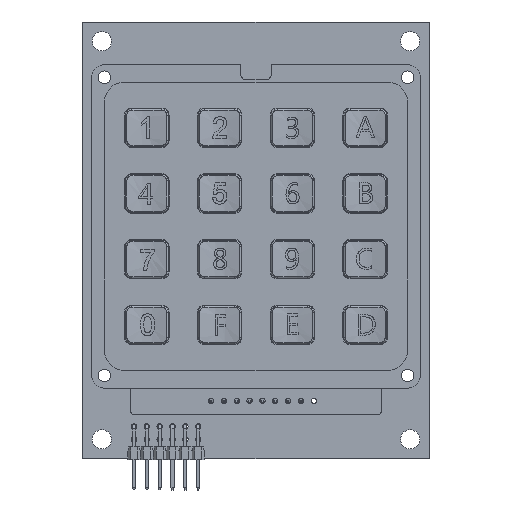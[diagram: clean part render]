
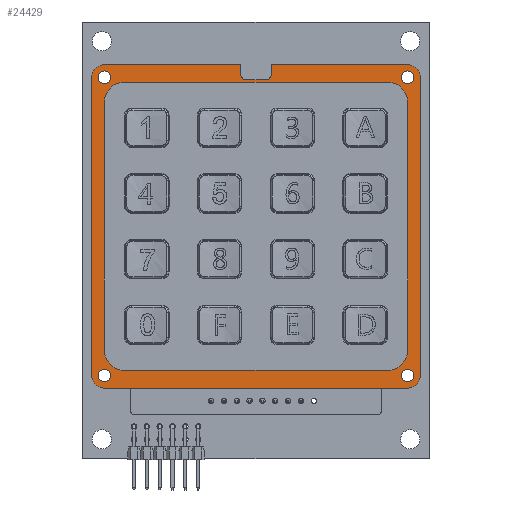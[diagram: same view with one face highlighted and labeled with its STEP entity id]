
A CAD part, top view. The second image highlights one B-rep face of the part: STEP entity #24429.
In plain terms, the highlighted planar face has unit normal (0, 0, 1).
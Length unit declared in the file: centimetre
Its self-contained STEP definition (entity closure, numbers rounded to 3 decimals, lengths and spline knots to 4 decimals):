
#2370=VECTOR('',#26992,1.);
#2377=VECTOR('',#27006,1.);
#2381=VECTOR('',#27015,1.);
#2387=VECTOR('',#27032,1.);
#2391=VECTOR('',#27043,1.);
#2395=VECTOR('',#27054,1.);
#2399=VECTOR('',#27065,1.);
#3271=VECTOR('',#29567,1.);
#3272=VECTOR('',#29570,1.);
#3273=VECTOR('',#29573,1.);
#3274=VECTOR('',#29574,1.);
#4581=LINE('',#31763,#2370);
#4588=LINE('',#31782,#2377);
#4592=LINE('',#31792,#2381);
#4598=LINE('',#31811,#2387);
#4602=LINE('',#31823,#2391);
#4606=LINE('',#31835,#2395);
#4610=LINE('',#31847,#2399);
#5482=LINE('',#44508,#3271);
#5483=LINE('',#44513,#3272);
#5484=LINE('',#44517,#3273);
#5485=LINE('',#44519,#3274);
#7020=PLANE('',#26129);
#7576=VERTEX_POINT('',#31748);
#7577=VERTEX_POINT('',#31751);
#7579=VERTEX_POINT('',#31756);
#7580=VERTEX_POINT('',#31759);
#7582=VERTEX_POINT('',#31764);
#7583=VERTEX_POINT('',#31765);
#7586=VERTEX_POINT('',#31773);
#7589=VERTEX_POINT('',#31781);
#7592=VERTEX_POINT('',#31789);
#7593=VERTEX_POINT('',#31793);
#7594=VERTEX_POINT('',#31797);
#7595=VERTEX_POINT('',#31801);
#7599=VERTEX_POINT('',#31810);
#7600=VERTEX_POINT('',#31812);
#7602=VERTEX_POINT('',#31818);
#7604=VERTEX_POINT('',#31824);
#7606=VERTEX_POINT('',#31830);
#7608=VERTEX_POINT('',#31836);
#7610=VERTEX_POINT('',#31842);
#7612=VERTEX_POINT('',#31848);
#8800=VERTEX_POINT('',#44509);
#8801=VERTEX_POINT('',#44510);
#8802=VERTEX_POINT('',#44512);
#8803=VERTEX_POINT('',#44514);
#8804=VERTEX_POINT('',#44516);
#8805=VERTEX_POINT('',#44518);
#9734=CIRCLE('',#25140,0.125);
#9735=CIRCLE('',#25142,0.125);
#9737=CIRCLE('',#25145,0.125);
#9738=CIRCLE('',#25147,0.125);
#9740=CIRCLE('',#25151,0.25);
#9742=CIRCLE('',#25155,0.25);
#9743=CIRCLE('',#25158,0.25);
#9744=CIRCLE('',#25160,0.25);
#9747=CIRCLE('',#25165,0.4);
#9749=CIRCLE('',#25169,0.4);
#9751=CIRCLE('',#25173,0.4);
#9753=CIRCLE('',#25177,0.4);
#10232=CIRCLE('',#26130,0.1);
#10233=CIRCLE('',#26131,0.1);
#10414=EDGE_CURVE('',#7576,#7576,#9734,.T.);
#10415=EDGE_CURVE('',#7577,#7577,#9735,.T.);
#10417=EDGE_CURVE('',#7579,#7579,#9737,.T.);
#10418=EDGE_CURVE('',#7580,#7580,#9738,.T.);
#10420=EDGE_CURVE('',#7582,#7583,#4581,.T.);
#10424=EDGE_CURVE('',#7586,#7582,#9740,.T.);
#10429=EDGE_CURVE('',#7589,#7586,#4588,.T.);
#10433=EDGE_CURVE('',#7592,#7589,#9742,.T.);
#10435=EDGE_CURVE('',#7593,#7592,#4592,.T.);
#10437=EDGE_CURVE('',#7594,#7593,#9743,.T.);
#10439=EDGE_CURVE('',#7583,#7595,#9744,.T.);
#10444=EDGE_CURVE('',#7600,#7599,#4598,.T.);
#10447=EDGE_CURVE('',#7602,#7600,#9747,.T.);
#10450=EDGE_CURVE('',#7604,#7602,#4602,.T.);
#10453=EDGE_CURVE('',#7606,#7604,#9749,.T.);
#10456=EDGE_CURVE('',#7608,#7606,#4606,.T.);
#10459=EDGE_CURVE('',#7610,#7608,#9751,.T.);
#10462=EDGE_CURVE('',#7612,#7610,#4610,.T.);
#10465=EDGE_CURVE('',#7599,#7612,#9753,.T.);
#12310=EDGE_CURVE('',#8800,#8801,#5482,.T.);
#12311=EDGE_CURVE('',#8801,#8802,#10232,.T.);
#12312=EDGE_CURVE('',#8802,#8803,#5483,.T.);
#12313=EDGE_CURVE('',#8803,#8804,#10233,.T.);
#12314=EDGE_CURVE('',#8804,#8805,#5484,.T.);
#12315=EDGE_CURVE('',#7595,#8805,#5485,.T.);
#12316=EDGE_CURVE('',#8800,#7594,#5485,.T.);
#17707=ORIENTED_EDGE('',*,*,#12310,.T.);
#17708=ORIENTED_EDGE('',*,*,#12311,.T.);
#17709=ORIENTED_EDGE('',*,*,#12312,.T.);
#17710=ORIENTED_EDGE('',*,*,#12313,.T.);
#17711=ORIENTED_EDGE('',*,*,#12314,.T.);
#17712=ORIENTED_EDGE('',*,*,#12315,.F.);
#17713=ORIENTED_EDGE('',*,*,#10439,.F.);
#17714=ORIENTED_EDGE('',*,*,#10420,.F.);
#17715=ORIENTED_EDGE('',*,*,#10424,.F.);
#17716=ORIENTED_EDGE('',*,*,#10429,.F.);
#17717=ORIENTED_EDGE('',*,*,#10433,.F.);
#17718=ORIENTED_EDGE('',*,*,#10435,.F.);
#17719=ORIENTED_EDGE('',*,*,#10437,.F.);
#17720=ORIENTED_EDGE('',*,*,#12316,.F.);
#17721=ORIENTED_EDGE('',*,*,#10418,.F.);
#17722=ORIENTED_EDGE('',*,*,#10417,.F.);
#17723=ORIENTED_EDGE('',*,*,#10415,.F.);
#17724=ORIENTED_EDGE('',*,*,#10414,.F.);
#17725=ORIENTED_EDGE('',*,*,#10465,.T.);
#17726=ORIENTED_EDGE('',*,*,#10462,.T.);
#17727=ORIENTED_EDGE('',*,*,#10459,.T.);
#17728=ORIENTED_EDGE('',*,*,#10456,.T.);
#17729=ORIENTED_EDGE('',*,*,#10453,.T.);
#17730=ORIENTED_EDGE('',*,*,#10450,.T.);
#17731=ORIENTED_EDGE('',*,*,#10447,.T.);
#17732=ORIENTED_EDGE('',*,*,#10444,.T.);
#21459=EDGE_LOOP('',(#17707,#17708,#17709,#17710,#17711,#17712,#17713,#17714,
#17715,#17716,#17717,#17718,#17719,#17720));
#21460=EDGE_LOOP('',(#17721));
#21461=EDGE_LOOP('',(#17722));
#21462=EDGE_LOOP('',(#17723));
#21463=EDGE_LOOP('',(#17724));
#21464=EDGE_LOOP('',(#17725,#17726,#17727,#17728,#17729,#17730,#17731,#17732));
#23034=FACE_BOUND('',#21459,.T.);
#23035=FACE_BOUND('',#21460,.T.);
#23036=FACE_BOUND('',#21461,.T.);
#23037=FACE_BOUND('',#21462,.T.);
#23038=FACE_BOUND('',#21463,.T.);
#23039=FACE_BOUND('',#21464,.T.);
#24429=ADVANCED_FACE('',(#23034,#23035,#23036,#23037,#23038,#23039),#7020,
 .T.);
#25140=AXIS2_PLACEMENT_3D('',#31747,#26973,#26974);
#25142=AXIS2_PLACEMENT_3D('',#31750,#26977,#26978);
#25145=AXIS2_PLACEMENT_3D('',#31755,#26983,#26984);
#25147=AXIS2_PLACEMENT_3D('',#31758,#26987,#26988);
#25151=AXIS2_PLACEMENT_3D('',#31772,#26998,#26999);
#25155=AXIS2_PLACEMENT_3D('',#31788,#27011,#27012);
#25158=AXIS2_PLACEMENT_3D('',#31796,#27019,#27020);
#25160=AXIS2_PLACEMENT_3D('',#31800,#27024,#27025);
#25165=AXIS2_PLACEMENT_3D('',#31817,#27038,#27039);
#25169=AXIS2_PLACEMENT_3D('',#31829,#27049,#27050);
#25173=AXIS2_PLACEMENT_3D('',#31841,#27060,#27061);
#25177=AXIS2_PLACEMENT_3D('',#31852,#27071,#27072);
#26129=AXIS2_PLACEMENT_3D('',#44507,#29566,$);
#26130=AXIS2_PLACEMENT_3D('',#44511,#29568,#29569);
#26131=AXIS2_PLACEMENT_3D('',#44515,#29571,#29572);
#26973=DIRECTION('',(0.,0.,1.));
#26974=DIRECTION('',(0.125,0.,0.));
#26977=DIRECTION('',(0.,0.,1.));
#26978=DIRECTION('',(0.125,0.,0.));
#26983=DIRECTION('',(0.,0.,1.));
#26984=DIRECTION('',(0.125,0.,0.));
#26987=DIRECTION('',(0.,0.,1.));
#26988=DIRECTION('',(0.125,0.,0.));
#26992=DIRECTION('',(0.,1.,0.));
#26998=DIRECTION('',(0.,0.,-1.));
#26999=DIRECTION('',(0.25,0.,0.));
#27006=DIRECTION('',(-1.,0.,0.));
#27011=DIRECTION('',(0.,0.,-1.));
#27012=DIRECTION('',(0.25,0.,0.));
#27015=DIRECTION('',(0.,-1.,0.));
#27019=DIRECTION('',(0.,0.,-1.));
#27020=DIRECTION('',(0.25,0.,0.));
#27024=DIRECTION('',(0.,0.,-1.));
#27025=DIRECTION('',(0.25,0.,0.));
#27032=DIRECTION('',(0.,1.,0.));
#27038=DIRECTION('',(0.,0.,-1.));
#27039=DIRECTION('',(0.4,0.,0.));
#27043=DIRECTION('',(-1.,0.,0.));
#27049=DIRECTION('',(0.,0.,-1.));
#27050=DIRECTION('',(0.4,0.,0.));
#27054=DIRECTION('',(0.,-1.,0.));
#27060=DIRECTION('',(0.,0.,-1.));
#27061=DIRECTION('',(0.4,0.,0.));
#27065=DIRECTION('',(1.,0.,0.));
#27071=DIRECTION('',(0.,0.,-1.));
#27072=DIRECTION('',(0.4,0.,0.));
#29566=DIRECTION('',(0.,0.,1.));
#29567=DIRECTION('',(0.,-1.,0.));
#29568=DIRECTION('',(0.,0.,-1.));
#29569=DIRECTION('',(0.1,0.,0.));
#29570=DIRECTION('',(-1.,0.,0.));
#29571=DIRECTION('',(0.,0.,-1.));
#29572=DIRECTION('',(0.1,0.,0.));
#29573=DIRECTION('',(0.,1.,0.));
#29574=DIRECTION('',(1.,0.,0.));
#31747=CARTESIAN_POINT('',(3.,-2.95,0.315));
#31748=CARTESIAN_POINT('',(3.125,-2.95,0.315));
#31750=CARTESIAN_POINT('',(-3.,2.95,0.315));
#31751=CARTESIAN_POINT('',(-2.875,2.95,0.315));
#31755=CARTESIAN_POINT('',(3.,2.95,0.315));
#31756=CARTESIAN_POINT('',(3.125,2.95,0.315));
#31758=CARTESIAN_POINT('',(-3.,-2.95,0.315));
#31759=CARTESIAN_POINT('',(-2.875,-2.95,0.315));
#31763=CARTESIAN_POINT('',(-3.25,2.95,0.315));
#31764=CARTESIAN_POINT('',(-3.25,-2.95,0.315));
#31765=CARTESIAN_POINT('',(-3.25,2.95,0.315));
#31772=CARTESIAN_POINT('',(-3.,-2.95,0.315));
#31773=CARTESIAN_POINT('',(-3.,-3.2,0.315));
#31781=CARTESIAN_POINT('',(3.,-3.2,0.315));
#31782=CARTESIAN_POINT('',(-3.,-3.2,0.315));
#31788=CARTESIAN_POINT('',(3.,-2.95,0.315));
#31789=CARTESIAN_POINT('',(3.25,-2.95,0.315));
#31792=CARTESIAN_POINT('',(3.25,-2.95,0.315));
#31793=CARTESIAN_POINT('',(3.25,2.95,0.315));
#31796=CARTESIAN_POINT('',(3.,2.95,0.315));
#31797=CARTESIAN_POINT('',(3.,3.2,0.315));
#31800=CARTESIAN_POINT('',(-3.,2.95,0.315));
#31801=CARTESIAN_POINT('',(-3.,3.2,0.315));
#31810=CARTESIAN_POINT('',(-3.,2.45,0.315));
#31811=CARTESIAN_POINT('',(-3.,0.,0.315));
#31812=CARTESIAN_POINT('',(-3.,-2.45,0.315));
#31817=CARTESIAN_POINT('',(-2.6,-2.45,0.315));
#31818=CARTESIAN_POINT('',(-2.6,-2.85,0.315));
#31823=CARTESIAN_POINT('',(0.,-2.85,0.315));
#31824=CARTESIAN_POINT('',(2.6,-2.85,0.315));
#31829=CARTESIAN_POINT('',(2.6,-2.45,0.315));
#31830=CARTESIAN_POINT('',(3.,-2.45,0.315));
#31835=CARTESIAN_POINT('',(3.,0.,0.315));
#31836=CARTESIAN_POINT('',(3.,2.45,0.315));
#31841=CARTESIAN_POINT('',(2.6,2.45,0.315));
#31842=CARTESIAN_POINT('',(2.6,2.85,0.315));
#31847=CARTESIAN_POINT('',(0.,2.85,0.315));
#31848=CARTESIAN_POINT('',(-2.6,2.85,0.315));
#31852=CARTESIAN_POINT('',(-2.6,2.45,0.315));
#44507=CARTESIAN_POINT('',(0.,0.,0.315));
#44508=CARTESIAN_POINT('',(0.3,1.55,0.315));
#44509=CARTESIAN_POINT('',(0.3,3.2,0.315));
#44510=CARTESIAN_POINT('',(0.3,3.,0.315));
#44511=CARTESIAN_POINT('',(0.2,3.,0.315));
#44512=CARTESIAN_POINT('',(0.2,2.9,0.315));
#44513=CARTESIAN_POINT('',(0.,2.9,0.315));
#44514=CARTESIAN_POINT('',(-0.2,2.9,0.315));
#44515=CARTESIAN_POINT('',(-0.2,3.,0.315));
#44516=CARTESIAN_POINT('',(-0.3,3.,0.315));
#44517=CARTESIAN_POINT('',(-0.3,1.55,0.315));
#44518=CARTESIAN_POINT('',(-0.3,3.2,0.315));
#44519=CARTESIAN_POINT('',(3.,3.2,0.315));
